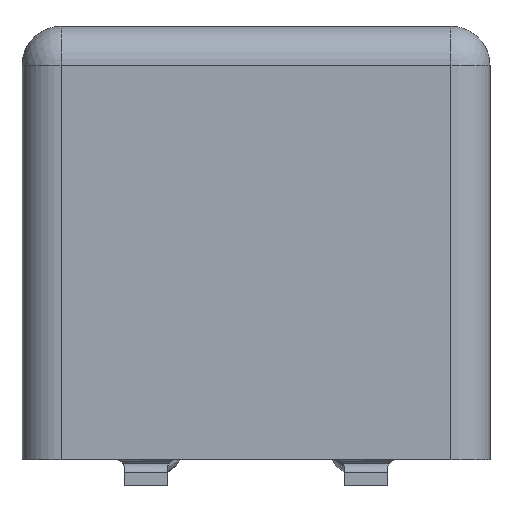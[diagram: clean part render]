
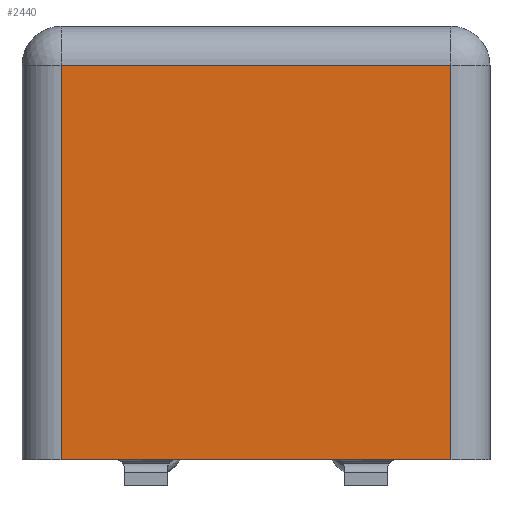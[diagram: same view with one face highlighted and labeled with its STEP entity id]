
A CAD part, left-side view. The second image highlights one B-rep face of the part: STEP entity #2440.
In plain terms, the highlighted planar face has unit normal (-1, 0, 0).
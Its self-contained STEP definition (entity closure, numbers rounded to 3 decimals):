
#61=PLANE('',#2675);
#116=LINE('',#10184,#232);
#152=LINE('',#10405,#268);
#157=LINE('',#10427,#273);
#160=LINE('',#10431,#276);
#232=VECTOR('',#2984,10.);
#268=VECTOR('',#3136,10.);
#273=VECTOR('',#3163,10.);
#276=VECTOR('',#3168,10.);
#585=FACE_OUTER_BOUND('',#720,.T.);
#720=EDGE_LOOP('',(#2146,#2147,#2148,#2149));
#1056=VERTEX_POINT('',#10181);
#1057=VERTEX_POINT('',#10183);
#1096=VERTEX_POINT('',#10397);
#1104=VERTEX_POINT('',#10423);
#1377=EDGE_CURVE('',#1057,#1056,#116,.T.);
#1451=EDGE_CURVE('',#1096,#1056,#152,.T.);
#1462=EDGE_CURVE('',#1057,#1104,#157,.T.);
#1465=EDGE_CURVE('',#1104,#1096,#160,.T.);
#2146=ORIENTED_EDGE('',*,*,#1451,.F.);
#2147=ORIENTED_EDGE('',*,*,#1465,.F.);
#2148=ORIENTED_EDGE('',*,*,#1462,.F.);
#2149=ORIENTED_EDGE('',*,*,#1377,.T.);
#2440=ADVANCED_FACE('',(#585),#61,.T.);
#2675=AXIS2_PLACEMENT_3D('',#10439,#3179,#3180);
#2984=DIRECTION('',(0.,-1.,0.));
#3136=DIRECTION('',(0.,0.,-1.));
#3163=DIRECTION('',(0.,0.,1.));
#3168=DIRECTION('',(0.,-1.,0.));
#3179=DIRECTION('center_axis',(-1.,0.,0.));
#3180=DIRECTION('ref_axis',(0.,-1.,0.));
#10181=CARTESIAN_POINT('',(-3.65,-2.25,0.3));
#10183=CARTESIAN_POINT('',(-3.65,2.25,0.3));
#10184=CARTESIAN_POINT('',(-3.65,2.7,0.3));
#10397=CARTESIAN_POINT('',(-3.65,-2.25,4.85));
#10405=CARTESIAN_POINT('',(-3.65,-2.25,0.3));
#10423=CARTESIAN_POINT('',(-3.65,2.25,4.85));
#10427=CARTESIAN_POINT('',(-3.65,2.25,0.3));
#10431=CARTESIAN_POINT('',(-3.65,1.35,4.85));
#10439=CARTESIAN_POINT('Origin',(-3.65,2.7,0.3));
